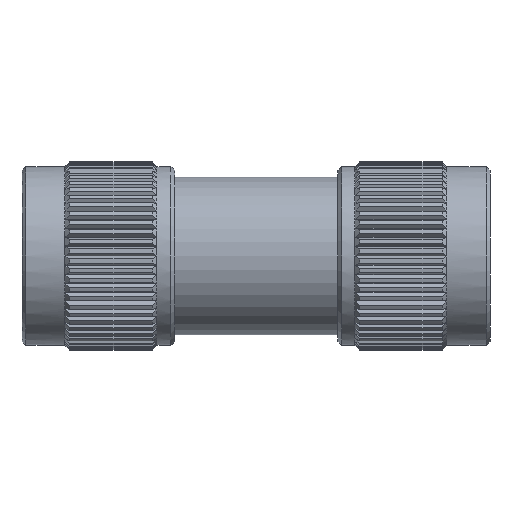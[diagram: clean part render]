
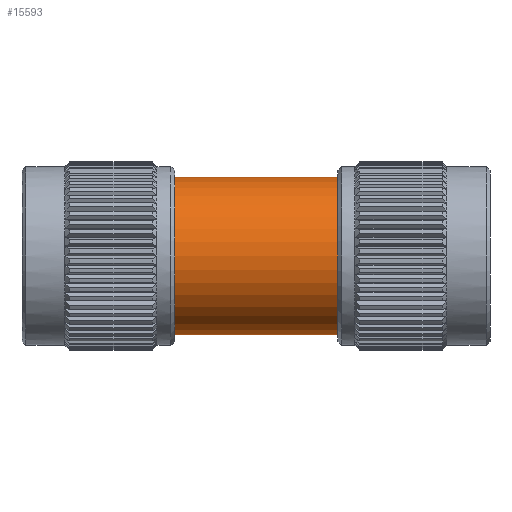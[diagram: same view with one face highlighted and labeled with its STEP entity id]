
A CAD part, front view. The second image highlights one B-rep face of the part: STEP entity #15593.
In plain terms, the highlighted cylindrical face has radius 8.043 mm (diameter 16.086 mm), a partial arc.
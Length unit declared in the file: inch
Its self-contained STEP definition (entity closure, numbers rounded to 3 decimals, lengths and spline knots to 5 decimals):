
#20 = CYLINDRICAL_SURFACE ( 'NONE', #12586, 0.31665 ) ;
#175 = AXIS2_PLACEMENT_3D ( 'NONE', #3007, #18869, #15056 ) ;
#1385 = LINE ( 'NONE', #6370, #6577 ) ;
#2246 = AXIS2_PLACEMENT_3D ( 'NONE', #19915, #9597, #16438 ) ;
#3007 = CARTESIAN_POINT ( 'NONE',  ( 1.26926, 0., 0. ) ) ;
#3300 = DIRECTION ( 'NONE',  ( 0., 0., -1. ) ) ;
#3381 = EDGE_LOOP ( 'NONE', ( #7640, #12507, #20567, #21326 ) ) ;
#3440 = LINE ( 'NONE', #6608, #16710 ) ;
#4110 = EDGE_CURVE ( 'NONE', #6083, #17898, #3440, .T. ) ;
#5115 = CARTESIAN_POINT ( 'NONE',  ( 1.26926, 0., 0.31665 ) ) ;
#6083 = VERTEX_POINT ( 'NONE', #14428 ) ;
#6370 = CARTESIAN_POINT ( 'NONE',  ( 1.88, 0., -0.31665 ) ) ;
#6577 = VECTOR ( 'NONE', #17874, 39.37008 ) ;
#6608 = CARTESIAN_POINT ( 'NONE',  ( 1.88, 0., 0.31665 ) ) ;
#7640 = ORIENTED_EDGE ( 'NONE', *, *, #4110, .F. ) ;
#8298 = EDGE_CURVE ( 'NONE', #6083, #10856, #19840, .T. ) ;
#8609 = FACE_OUTER_BOUND ( 'NONE', #3381, .T. ) ;
#9331 = VERTEX_POINT ( 'NONE', #18788 ) ;
#9597 = DIRECTION ( 'NONE',  ( 1., 0., 0. ) ) ;
#10856 = VERTEX_POINT ( 'NONE', #17611 ) ;
#12222 = DIRECTION ( 'NONE',  ( 1., 0., 0. ) ) ;
#12507 = ORIENTED_EDGE ( 'NONE', *, *, #8298, .T. ) ;
#12586 = AXIS2_PLACEMENT_3D ( 'NONE', #18714, #15465, #3300 ) ;
#13345 = EDGE_CURVE ( 'NONE', #10856, #9331, #1385, .T. ) ;
#14428 = CARTESIAN_POINT ( 'NONE',  ( 0.61279, 0., 0.31665 ) ) ;
#15056 = DIRECTION ( 'NONE',  ( 0., 0., 1. ) ) ;
#15465 = DIRECTION ( 'NONE',  ( 1., 0., 0. ) ) ;
#15593 = ADVANCED_FACE ( 'NONE', ( #8609 ), #20, .T. ) ;
#16438 = DIRECTION ( 'NONE',  ( 0., 0., -1. ) ) ;
#16710 = VECTOR ( 'NONE', #12222, 39.37008 ) ;
#17611 = CARTESIAN_POINT ( 'NONE',  ( 0.61279, 0., -0.31665 ) ) ;
#17874 = DIRECTION ( 'NONE',  ( 1., 0., 0. ) ) ;
#17898 = VERTEX_POINT ( 'NONE', #5115 ) ;
#18158 = CIRCLE ( 'NONE', #175, 0.31665 ) ;
#18714 = CARTESIAN_POINT ( 'NONE',  ( 1.88, 0., 0. ) ) ;
#18788 = CARTESIAN_POINT ( 'NONE',  ( 1.26926, 0., -0.31665 ) ) ;
#18869 = DIRECTION ( 'NONE',  ( -1., 0., 0. ) ) ;
#19840 = CIRCLE ( 'NONE', #2246, 0.31665 ) ;
#19915 = CARTESIAN_POINT ( 'NONE',  ( 0.61279, 0., 0. ) ) ;
#20567 = ORIENTED_EDGE ( 'NONE', *, *, #13345, .T. ) ;
#21326 = ORIENTED_EDGE ( 'NONE', *, *, #21546, .T. ) ;
#21546 = EDGE_CURVE ( 'NONE', #9331, #17898, #18158, .T. ) ;
